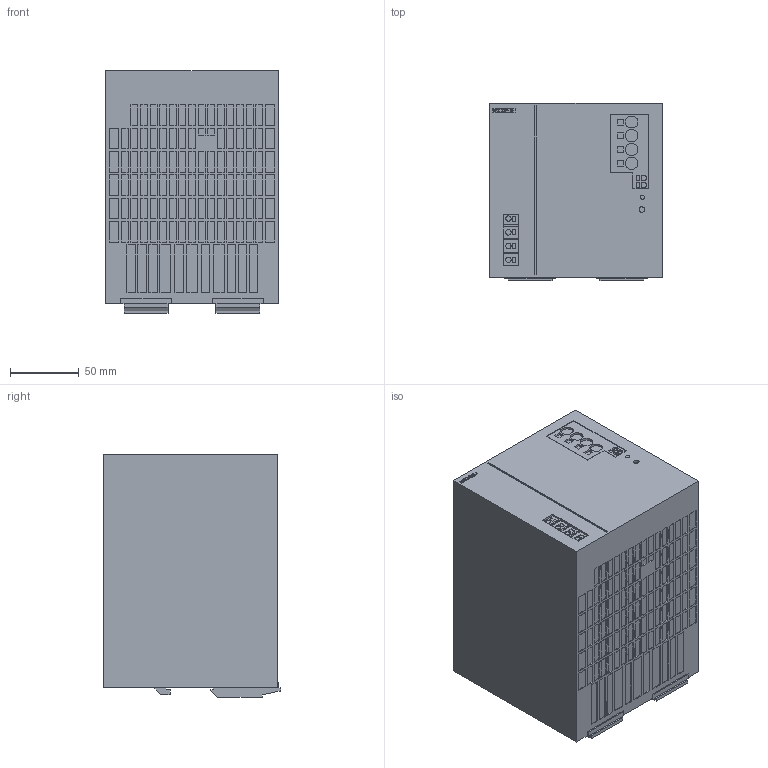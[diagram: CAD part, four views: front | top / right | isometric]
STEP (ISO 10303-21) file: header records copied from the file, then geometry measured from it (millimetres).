
FILE_DESCRIPTION (( 'STEP AP214' ), '1' );
FILE_NAME ('1032322.STEP', '2025-05-06T12:22:56', ( '' ), ( '' ), 'SwSTEP 2.0', 'SolidWorks 2022', '' );
FILE_SCHEMA (( 'AUTOMOTIVE_DESIGN' ));
Length unit declared in the file: millimetre
Products named in the file (1): 1032322
Bounding box: 126 x 129.3 x 177 mm (x, y, z)
Volume: 2728836.2 mm3; surface area: 126929.6 mm2
Topology: 1 solids, 1 shells, 1498 faces, 3692 edges, 2460 vertices
Faces by surface type: plane 1468, cylinder 30
Entity records: 43378 total; most frequent: CARTESIAN_POINT 7651, ORIENTED_EDGE 7384, DIRECTION 6750, EDGE_CURVE 3692, VECTOR 3632, LINE 3632, VERTEX_POINT 2460, EDGE_LOOP 1762
